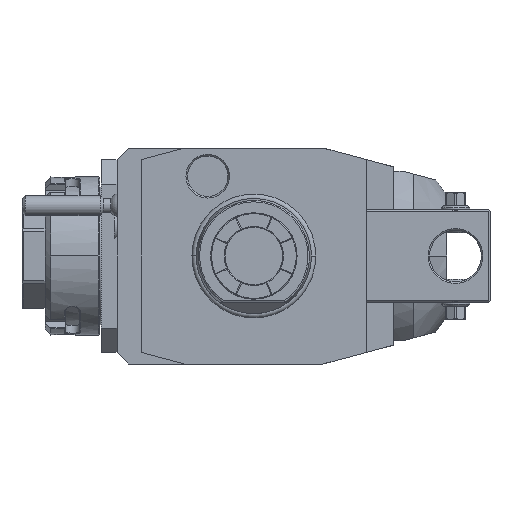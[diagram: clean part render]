
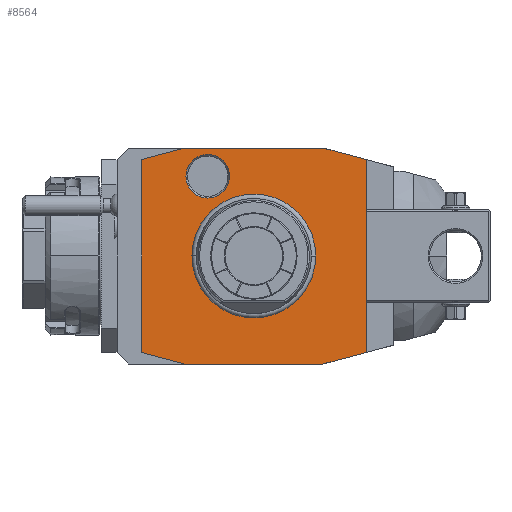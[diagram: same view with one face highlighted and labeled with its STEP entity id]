
A CAD part, front view. The second image highlights one B-rep face of the part: STEP entity #8564.
In plain terms, the highlighted planar face has unit normal (0, -1, 0).
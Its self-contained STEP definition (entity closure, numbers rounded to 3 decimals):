
#1=DIRECTION('',(-1.,0.,0.));
#2=VECTOR('',#1,48.);
#3=CARTESIAN_POINT('',(24.,0.,37.5));
#4=LINE('',#3,#2);
#5=DIRECTION('',(-0.966,0.,0.259));
#6=VECTOR('',#5,15.529);
#7=CARTESIAN_POINT('',(39.,0.,33.481));
#8=LINE('',#7,#6);
#9=DIRECTION('',(0.,0.,1.));
#10=VECTOR('',#9,66.962);
#11=CARTESIAN_POINT('',(39.,0.,-33.481));
#12=LINE('',#11,#10);
#13=DIRECTION('',(0.966,0.,0.259));
#14=VECTOR('',#13,15.529);
#15=CARTESIAN_POINT('',(24.,0.,-37.5));
#16=LINE('',#15,#14);
#17=DIRECTION('',(1.,0.,0.));
#18=VECTOR('',#17,48.);
#19=CARTESIAN_POINT('',(-24.,0.,-37.5));
#20=LINE('',#19,#18);
#21=DIRECTION('',(0.966,0.,-0.259));
#22=VECTOR('',#21,15.529);
#23=CARTESIAN_POINT('',(-39.,0.,-33.481));
#24=LINE('',#23,#22);
#25=DIRECTION('',(0.,0.,-1.));
#26=VECTOR('',#25,66.962);
#27=CARTESIAN_POINT('',(-39.,0.,33.481));
#28=LINE('',#27,#26);
#29=DIRECTION('',(-0.966,0.,-0.259));
#30=VECTOR('',#29,15.529);
#31=CARTESIAN_POINT('',(-24.,0.,37.5));
#32=LINE('',#31,#30);
#33=CARTESIAN_POINT('',(-16.,0.,27.713));
#34=DIRECTION('',(0.,1.,0.));
#35=DIRECTION('',(1.,0.,0.));
#36=AXIS2_PLACEMENT_3D('',#33,#34,#35);
#38=CARTESIAN_POINT('',(-16.,0.,27.713));
#39=DIRECTION('',(0.,1.,0.));
#40=DIRECTION('',(-1.,0.,0.));
#41=AXIS2_PLACEMENT_3D('',#38,#39,#40);
#5285=CARTESIAN_POINT('',(0.,0.,0.));
#5286=DIRECTION('',(0.,1.,0.));
#5287=DIRECTION('',(-1.,0.,0.));
#5288=AXIS2_PLACEMENT_3D('',#5285,#5286,#5287);
#5290=CARTESIAN_POINT('',(0.,0.,0.));
#5291=DIRECTION('',(0.,1.,0.));
#5292=DIRECTION('',(1.,0.,0.));
#5293=AXIS2_PLACEMENT_3D('',#5290,#5291,#5292);
#7504=CARTESIAN_POINT('',(-8.423,0.,27.713));
#7505=CARTESIAN_POINT('',(-23.577,0.,27.713));
#7506=VERTEX_POINT('',#7504);
#7507=VERTEX_POINT('',#7505);
#8355=CARTESIAN_POINT('',(24.,0.,37.5));
#8356=CARTESIAN_POINT('',(-24.,0.,37.5));
#8357=VERTEX_POINT('',#8355);
#8358=VERTEX_POINT('',#8356);
#8359=CARTESIAN_POINT('',(39.,0.,-33.481));
#8360=CARTESIAN_POINT('',(39.,0.,33.481));
#8361=VERTEX_POINT('',#8359);
#8362=VERTEX_POINT('',#8360);
#8363=CARTESIAN_POINT('',(-39.,0.,-33.481));
#8364=CARTESIAN_POINT('',(-24.,0.,-37.5));
#8365=VERTEX_POINT('',#8363);
#8366=VERTEX_POINT('',#8364);
#8367=CARTESIAN_POINT('',(-39.,0.,33.481));
#8368=VERTEX_POINT('',#8367);
#8393=CARTESIAN_POINT('',(24.,0.,-37.5));
#8394=VERTEX_POINT('',#8393);
#8435=CARTESIAN_POINT('',(-21.137,0.,0.));
#8436=CARTESIAN_POINT('',(21.137,0.,0.));
#8437=VERTEX_POINT('',#8435);
#8438=VERTEX_POINT('',#8436);
#8529=CARTESIAN_POINT('',(0.,0.,0.));
#8530=DIRECTION('',(0.,-1.,0.));
#8531=DIRECTION('',(-1.,0.,0.));
#8532=AXIS2_PLACEMENT_3D('',#8529,#8530,#8531);
#8533=PLANE('',#8532);
#8535=ORIENTED_EDGE('',*,*,#8534,.F.);
#8537=ORIENTED_EDGE('',*,*,#8536,.F.);
#8539=ORIENTED_EDGE('',*,*,#8538,.F.);
#8541=ORIENTED_EDGE('',*,*,#8540,.F.);
#8543=ORIENTED_EDGE('',*,*,#8542,.F.);
#8545=ORIENTED_EDGE('',*,*,#8544,.F.);
#8547=ORIENTED_EDGE('',*,*,#8546,.F.);
#8549=ORIENTED_EDGE('',*,*,#8548,.F.);
#8550=EDGE_LOOP('',(#8535,#8537,#8539,#8541,#8543,#8545,#8547,#8549));
#8551=FACE_OUTER_BOUND('',#8550,.F.);
#8553=ORIENTED_EDGE('',*,*,#8552,.F.);
#8555=ORIENTED_EDGE('',*,*,#8554,.F.);
#8556=EDGE_LOOP('',(#8553,#8555));
#8557=FACE_BOUND('',#8556,.F.);
#8559=ORIENTED_EDGE('',*,*,#8558,.F.);
#8561=ORIENTED_EDGE('',*,*,#8560,.F.);
#8562=EDGE_LOOP('',(#8559,#8561));
#8563=FACE_BOUND('',#8562,.F.);
#37=CIRCLE('',#36,7.577);
#42=CIRCLE('',#41,7.577);
#5289=CIRCLE('',#5288,21.137);
#5294=CIRCLE('',#5293,21.137);
#8534=EDGE_CURVE('',#8357,#8358,#4,.T.);
#8536=EDGE_CURVE('',#8362,#8357,#8,.T.);
#8538=EDGE_CURVE('',#8361,#8362,#12,.T.);
#8540=EDGE_CURVE('',#8394,#8361,#16,.T.);
#8542=EDGE_CURVE('',#8366,#8394,#20,.T.);
#8544=EDGE_CURVE('',#8365,#8366,#24,.T.);
#8546=EDGE_CURVE('',#8368,#8365,#28,.T.);
#8548=EDGE_CURVE('',#8358,#8368,#32,.T.);
#8552=EDGE_CURVE('',#8437,#8438,#5289,.T.);
#8554=EDGE_CURVE('',#8438,#8437,#5294,.T.);
#8558=EDGE_CURVE('',#7506,#7507,#37,.T.);
#8560=EDGE_CURVE('',#7507,#7506,#42,.T.);
#8564=ADVANCED_FACE('',(#8551,#8557,#8563),#8533,.T.);
